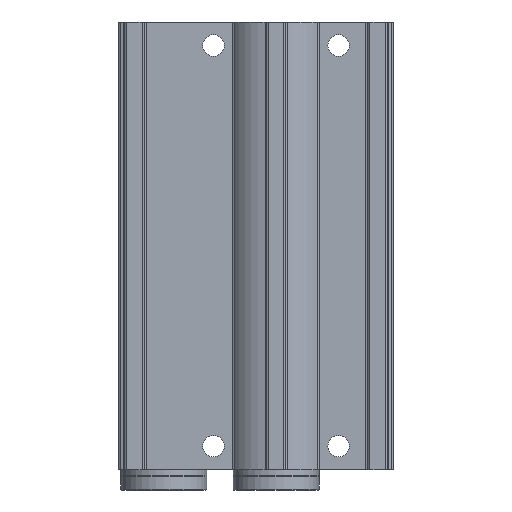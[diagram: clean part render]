
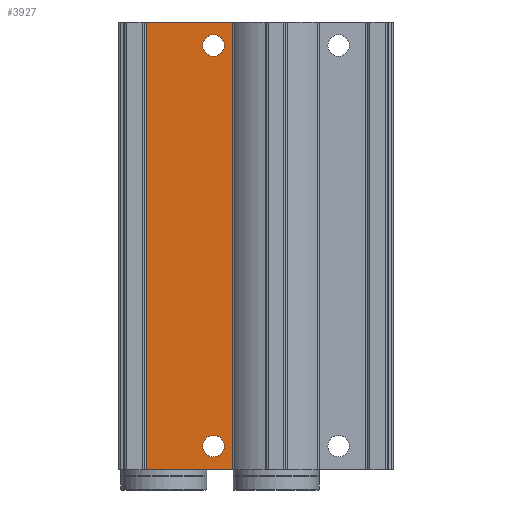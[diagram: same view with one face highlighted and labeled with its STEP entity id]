
A CAD part, front view. The second image highlights one B-rep face of the part: STEP entity #3927.
In plain terms, the highlighted planar face has unit normal (0, -1, 0).
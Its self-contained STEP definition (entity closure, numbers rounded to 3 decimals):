
#133=PLANE('',#4248);
#260=CIRCLE('',#4249,2.75);
#261=CIRCLE('',#4250,2.75);
#555=ORIENTED_EDGE('',*,*,#1611,.F.);
#556=ORIENTED_EDGE('',*,*,#1612,.F.);
#557=ORIENTED_EDGE('',*,*,#1613,.F.);
#558=ORIENTED_EDGE('',*,*,#1610,.F.);
#559=ORIENTED_EDGE('',*,*,#1614,.T.);
#560=ORIENTED_EDGE('',*,*,#1615,.T.);
#1610=EDGE_CURVE('',#2133,#2132,#2515,.T.);
#1611=EDGE_CURVE('',#2134,#2134,#260,.T.);
#1612=EDGE_CURVE('',#2135,#2135,#261,.T.);
#1613=EDGE_CURVE('',#2132,#2136,#2516,.T.);
#1614=EDGE_CURVE('',#2133,#2137,#2517,.T.);
#1615=EDGE_CURVE('',#2137,#2136,#2518,.T.);
#2132=VERTEX_POINT('',#6207);
#2133=VERTEX_POINT('',#6209);
#2134=VERTEX_POINT('',#6213);
#2135=VERTEX_POINT('',#6215);
#2136=VERTEX_POINT('',#6217);
#2137=VERTEX_POINT('',#6219);
#2515=LINE('',#6210,#2792);
#2516=LINE('',#6216,#2793);
#2517=LINE('',#6218,#2794);
#2518=LINE('',#6220,#2795);
#2792=VECTOR('',#4806,1000.);
#2793=VECTOR('',#4813,1000.);
#2794=VECTOR('',#4814,1000.);
#2795=VECTOR('',#4815,1000.);
#3068=EDGE_LOOP('',(#555));
#3069=EDGE_LOOP('',(#556));
#3070=EDGE_LOOP('',(#557,#558,#559,#560));
#3451=FACE_BOUND('',#3068,.T.);
#3452=FACE_BOUND('',#3069,.T.);
#3453=FACE_BOUND('',#3070,.T.);
#3927=ADVANCED_FACE('',(#3451,#3452,#3453),#133,.T.);
#4248=AXIS2_PLACEMENT_3D('',#6211,#4807,#4808);
#4249=AXIS2_PLACEMENT_3D('',#6212,#4809,#4810);
#4250=AXIS2_PLACEMENT_3D('',#6214,#4811,#4812);
#4806=DIRECTION('',(0.,0.,1.));
#4807=DIRECTION('',(0.,-1.,0.));
#4808=DIRECTION('',(0.,0.,-1.));
#4809=DIRECTION('',(0.,-1.,0.));
#4810=DIRECTION('',(0.,0.,-1.));
#4811=DIRECTION('',(0.,-1.,0.));
#4812=DIRECTION('',(0.,0.,-1.));
#4813=DIRECTION('',(1.,0.,0.));
#4814=DIRECTION('',(1.,0.,0.));
#4815=DIRECTION('',(0.,0.,1.));
#6207=CARTESIAN_POINT('',(-33.25,6.,0.));
#6209=CARTESIAN_POINT('',(-33.25,6.,-114.5));
#6210=CARTESIAN_POINT('',(-33.25,6.,-114.5));
#6211=CARTESIAN_POINT('',(-33.25,6.,-114.5));
#6212=CARTESIAN_POINT('',(-16.,6.,-108.5));
#6213=CARTESIAN_POINT('',(-16.,6.,-111.25));
#6214=CARTESIAN_POINT('',(-16.,6.,-6.));
#6215=CARTESIAN_POINT('',(-16.,6.,-8.75));
#6216=CARTESIAN_POINT('',(-33.25,6.,0.));
#6217=CARTESIAN_POINT('',(-11.124,6.,0.));
#6218=CARTESIAN_POINT('',(-33.25,6.,-114.5));
#6219=CARTESIAN_POINT('',(-11.124,6.,-114.5));
#6220=CARTESIAN_POINT('',(-11.124,6.,-114.5));
